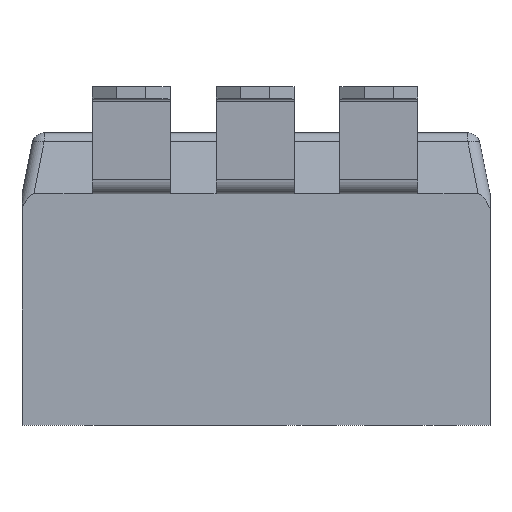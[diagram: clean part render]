
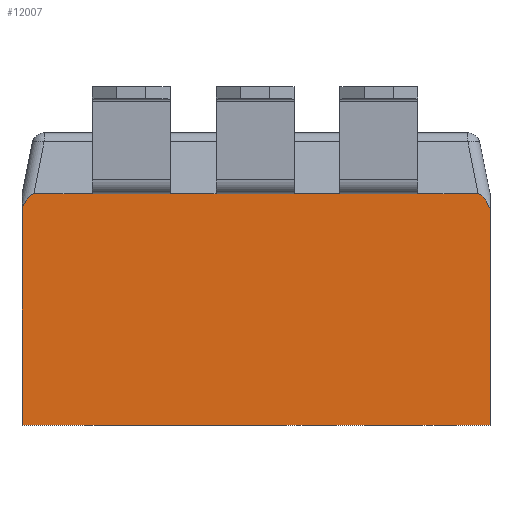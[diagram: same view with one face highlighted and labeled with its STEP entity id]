
A CAD part, front view. The second image highlights one B-rep face of the part: STEP entity #12007.
In plain terms, the highlighted planar face has unit normal (0, -1, 0).
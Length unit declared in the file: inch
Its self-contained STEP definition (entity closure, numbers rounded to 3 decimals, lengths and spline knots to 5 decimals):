
#1480=DIRECTION('',(0.,0.,-1.));
#1481=VECTOR('',#1480,0.17505);
#1482=CARTESIAN_POINT('',(0.,-0.14764,0.17505));
#1483=LINE('',#1482,#1481);
#1501=DIRECTION('',(1.,0.,0.));
#1502=VECTOR('',#1501,0.06299);
#1503=CARTESIAN_POINT('',(0.25669,-0.14764,
0.18701));
#1504=LINE('',#1503,#1502);
#1505=CARTESIAN_POINT('',(0.37795,-0.14764,
0.17505));
#1506=CARTESIAN_POINT('',(0.37738,-0.14764,
0.17638));
#1507=CARTESIAN_POINT('',(0.37616,-0.14764,
0.17895));
#1508=CARTESIAN_POINT('',(0.37447,-0.14764,
0.18188));
#1509=CARTESIAN_POINT('',(0.37295,-0.14764,
0.18398));
#1510=CARTESIAN_POINT('',(0.3717,-0.14764,
0.18538));
#1511=CARTESIAN_POINT('',(0.37028,-0.14764,
0.18652));
#1512=CARTESIAN_POINT('',(0.36915,-0.14764,
0.18701));
#1513=CARTESIAN_POINT('',(0.36842,-0.14764,
0.18701));
#1515=DIRECTION('',(-1.,0.,0.));
#1516=VECTOR('',#1515,0.37795);
#1517=CARTESIAN_POINT('',(0.37795,-0.14764,0.));
#1518=LINE('',#1517,#1516);
#1519=CARTESIAN_POINT('',(0.00953,-0.14764,
0.18701));
#1520=CARTESIAN_POINT('',(0.0088,-0.14764,
0.18701));
#1521=CARTESIAN_POINT('',(0.00768,-0.14764,
0.18652));
#1522=CARTESIAN_POINT('',(0.00625,-0.14764,
0.18538));
#1523=CARTESIAN_POINT('',(0.005,-0.14764,
0.18398));
#1524=CARTESIAN_POINT('',(0.00348,-0.14764,
0.18188));
#1525=CARTESIAN_POINT('',(0.00179,-0.14764,
0.17895));
#1526=CARTESIAN_POINT('',(0.00058,-0.14764,
0.17638));
#1527=CARTESIAN_POINT('',(0.,-0.14764,0.17505));
#1529=DIRECTION('',(1.,0.,0.));
#1530=VECTOR('',#1529,0.06299);
#1531=CARTESIAN_POINT('',(0.05669,-0.14764,
0.18701));
#1532=LINE('',#1531,#1530);
#1533=DIRECTION('',(1.,0.,0.));
#1534=VECTOR('',#1533,0.06299);
#1535=CARTESIAN_POINT('',(0.15669,-0.14764,
0.18701));
#1536=LINE('',#1535,#1534);
#1581=DIRECTION('',(-1.,0.,0.));
#1582=VECTOR('',#1581,0.03701);
#1583=CARTESIAN_POINT('',(0.25669,-0.14764,
0.18701));
#1584=LINE('',#1583,#1582);
#1589=DIRECTION('',(-1.,0.,0.));
#1590=VECTOR('',#1589,0.03701);
#1591=CARTESIAN_POINT('',(0.15669,-0.14764,
0.18701));
#1592=LINE('',#1591,#1590);
#1597=DIRECTION('',(-1.,0.,0.));
#1598=VECTOR('',#1597,0.04716);
#1599=CARTESIAN_POINT('',(0.05669,-0.14764,
0.18701));
#1600=LINE('',#1599,#1598);
#1609=DIRECTION('',(-1.,0.,0.));
#1610=VECTOR('',#1609,0.04874);
#1611=CARTESIAN_POINT('',(0.36842,-0.14764,
0.18701));
#1612=LINE('',#1611,#1610);
#2033=CARTESIAN_POINT('',(0.37795,-0.14764,
0.17505));
#2047=DIRECTION('',(0.,0.,-1.));
#2048=VECTOR('',#2047,0.17505);
#2049=CARTESIAN_POINT('',(0.37795,-0.14764,
0.17505));
#2050=LINE('',#2049,#2048);
#8444=CARTESIAN_POINT('',(0.,-0.14764,0.));
#8445=VERTEX_POINT('',#8444);
#8450=CARTESIAN_POINT('',(0.37795,-0.14764,0.));
#8451=VERTEX_POINT('',#8450);
#8778=VERTEX_POINT('',#1519);
#8779=VERTEX_POINT('',#1527);
#8802=VERTEX_POINT('',#2033);
#8803=VERTEX_POINT('',#1513);
#10960=CARTESIAN_POINT('',(0.05669,-0.14764,
0.18701));
#10961=CARTESIAN_POINT('',(0.11969,-0.14764,
0.18701));
#10962=VERTEX_POINT('',#10960);
#10963=VERTEX_POINT('',#10961);
#11016=CARTESIAN_POINT('',(0.15669,-0.14764,
0.18701));
#11017=CARTESIAN_POINT('',(0.21969,-0.14764,
0.18701));
#11018=VERTEX_POINT('',#11016);
#11019=VERTEX_POINT('',#11017);
#11072=CARTESIAN_POINT('',(0.25669,-0.14764,
0.18701));
#11073=CARTESIAN_POINT('',(0.31969,-0.14764,
0.18701));
#11074=VERTEX_POINT('',#11072);
#11075=VERTEX_POINT('',#11073);
#11979=CARTESIAN_POINT('',(0.,-0.14764,0.));
#11980=DIRECTION('',(0.,-1.,0.));
#11981=DIRECTION('',(0.,0.,1.));
#11982=AXIS2_PLACEMENT_3D('',#11979,#11980,#11981);
#11983=PLANE('',#11982);
#11985=ORIENTED_EDGE('',*,*,#11984,.T.);
#11987=ORIENTED_EDGE('',*,*,#11986,.F.);
#11989=ORIENTED_EDGE('',*,*,#11988,.F.);
#11991=ORIENTED_EDGE('',*,*,#11990,.T.);
#11992=ORIENTED_EDGE('',*,*,#11195,.T.);
#11993=ORIENTED_EDGE('',*,*,#11950,.F.);
#11994=ORIENTED_EDGE('',*,*,#11967,.F.);
#11996=ORIENTED_EDGE('',*,*,#11995,.F.);
#11998=ORIENTED_EDGE('',*,*,#11997,.T.);
#12000=ORIENTED_EDGE('',*,*,#11999,.F.);
#12002=ORIENTED_EDGE('',*,*,#12001,.T.);
#12004=ORIENTED_EDGE('',*,*,#12003,.F.);
#12005=EDGE_LOOP('',(#11985,#11987,#11989,#11991,#11992,#11993,#11994,#11996,
#11998,#12000,#12002,#12004));
#12006=FACE_OUTER_BOUND('',#12005,.F.);
#12007=ADVANCED_FACE('',(#12006),#11983,.T.);
#1514=B_SPLINE_CURVE_WITH_KNOTS('',3,(#1505,#1506,#1507,#1508,#1509,#1510,#1511,
#1512,#1513),.UNSPECIFIED.,.F.,.F.,(4,1,1,1,1,1,4),(0.,0.25,0.5,0.625,
0.75,0.875,1.),.UNSPECIFIED.);
#1528=B_SPLINE_CURVE_WITH_KNOTS('',3,(#1519,#1520,#1521,#1522,#1523,#1524,#1525,
#1526,#1527),.UNSPECIFIED.,.F.,.F.,(4,1,1,1,1,1,4),(0.,0.125,0.25,0.375,
0.5,0.75,1.),.UNSPECIFIED.);
#11195=EDGE_CURVE('',#8451,#8445,#1518,.T.);
#11950=EDGE_CURVE('',#8779,#8445,#1483,.T.);
#11967=EDGE_CURVE('',#8778,#8779,#1528,.T.);
#11984=EDGE_CURVE('',#11074,#11075,#1504,.T.);
#11986=EDGE_CURVE('',#8803,#11075,#1612,.T.);
#11988=EDGE_CURVE('',#8802,#8803,#1514,.T.);
#11990=EDGE_CURVE('',#8802,#8451,#2050,.T.);
#11995=EDGE_CURVE('',#10962,#8778,#1600,.T.);
#11997=EDGE_CURVE('',#10962,#10963,#1532,.T.);
#11999=EDGE_CURVE('',#11018,#10963,#1592,.T.);
#12001=EDGE_CURVE('',#11018,#11019,#1536,.T.);
#12003=EDGE_CURVE('',#11074,#11019,#1584,.T.);
